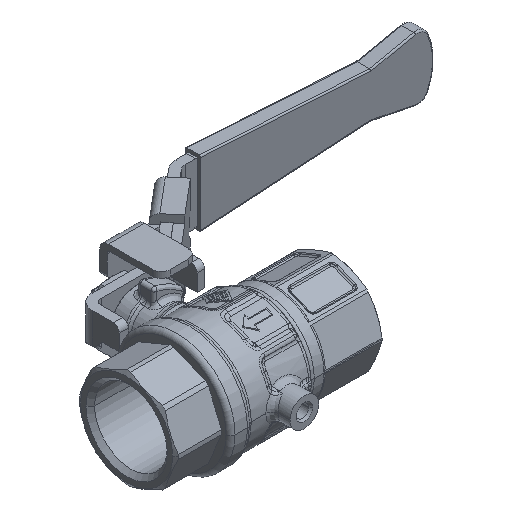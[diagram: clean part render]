
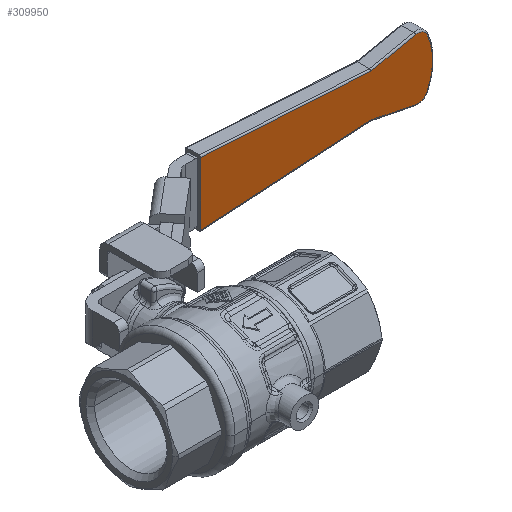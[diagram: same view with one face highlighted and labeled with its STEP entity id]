
A CAD part, isometric view. The second image highlights one B-rep face of the part: STEP entity #309950.
In plain terms, the highlighted planar face has unit normal (0, -1, 0).
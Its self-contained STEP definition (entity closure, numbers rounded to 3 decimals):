
#306980=CARTESIAN_POINT('',(-45.5,55.453,-10.457));
#306990=VERTEX_POINT('',#306980);
#307020=CARTESIAN_POINT('',(-45.5,55.453,10.958));
#307030=DIRECTION('',(0.,0.,-1.));
#307040=VECTOR('',#307030,1.);
#307050=LINE('',#307020,#307040);
#307060=CARTESIAN_POINT('',(-45.5,55.453,10.457));
#307070=VERTEX_POINT('',#307060);
#307080=EDGE_CURVE('',#307070,#306990,#307050,.T.);
#309300=CARTESIAN_POINT('',(-67.74,55.453,
-3.278));
#309310=DIRECTION('',(0.,1.,0.));
#309320=DIRECTION('',(1.,0.,0.));
#309330=AXIS2_PLACEMENT_3D('',#309300,#309310,#309320);
#309340=PLANE('',#309330);
#309350=CARTESIAN_POINT('',(-67.74,55.453,
-0.04));
#309360=DIRECTION('',(-0.98,0.,
-0.199));
#309370=VECTOR('',#309360,1.);
#309380=LINE('',#309350,#309370);
#309390=CARTESIAN_POINT('',(-101.965,55.453,
-7.003));
#309400=VERTEX_POINT('',#309390);
#309410=CARTESIAN_POINT('',(-116.875,55.453,
-10.036));
#309420=VERTEX_POINT('',#309410);
#309430=EDGE_CURVE('',#309400,#309420,#309380,.T.);
#309440=ORIENTED_EDGE('',*,*,#309430,.F.);
#309450=CARTESIAN_POINT('',(-117.572,55.453,
-6.607));
#309460=DIRECTION('',(0.,1.,0.));
#309470=DIRECTION('',(1.,0.,0.));
#309480=AXIS2_PLACEMENT_3D('',#309450,#309460,#309470);
#309490=CIRCLE('',#309480,3.5);
#309500=CARTESIAN_POINT('',(-120.76,55.453,
-8.052));
#309510=VERTEX_POINT('',#309500);
#309520=EDGE_CURVE('',#309420,#309510,#309490,.T.);
#309530=ORIENTED_EDGE('',*,*,#309520,.F.);
#309540=CARTESIAN_POINT('',(-103.,55.453,
0.));
#309550=DIRECTION('',(0.,1.,0.));
#309560=DIRECTION('',(1.,0.,0.));
#309570=AXIS2_PLACEMENT_3D('',#309540,#309550,#309560);
#309580=CIRCLE('',#309570,19.5);
#309590=CARTESIAN_POINT('',(-120.76,55.453,
8.052));
#309600=VERTEX_POINT('',#309590);
#309610=EDGE_CURVE('',#309510,#309600,#309580,.T.);
#309620=ORIENTED_EDGE('',*,*,#309610,.F.);
#309630=CARTESIAN_POINT('',(-117.572,55.453,
6.607));
#309640=DIRECTION('',(0.,1.,0.));
#309650=DIRECTION('',(1.,0.,0.));
#309660=AXIS2_PLACEMENT_3D('',#309630,#309640,#309650);
#309670=CIRCLE('',#309660,3.5);
#309680=CARTESIAN_POINT('',(-116.875,55.453,
10.036));
#309690=VERTEX_POINT('',#309680);
#309700=EDGE_CURVE('',#309600,#309690,#309670,.T.);
#309710=ORIENTED_EDGE('',*,*,#309700,.F.);
#309720=CARTESIAN_POINT('',(-67.74,55.453,
0.04));
#309730=DIRECTION('',(0.98,0.,
-0.199));
#309740=VECTOR('',#309730,1.);
#309750=LINE('',#309720,#309740);
#309760=CARTESIAN_POINT('',(-101.965,55.453,
7.003));
#309770=VERTEX_POINT('',#309760);
#309780=EDGE_CURVE('',#309690,#309770,#309750,.T.);
#309790=ORIENTED_EDGE('',*,*,#309780,.F.);
#309800=CARTESIAN_POINT('',(-67.74,55.453,
9.096));
#309810=DIRECTION('',(0.998,0.,
0.061));
#309820=VECTOR('',#309810,1.);
#309830=LINE('',#309800,#309820);
#309840=EDGE_CURVE('',#309770,#307070,#309830,.T.);
#309850=ORIENTED_EDGE('',*,*,#309840,.F.);
#309860=ORIENTED_EDGE('',*,*,#307080,.F.);
#309870=CARTESIAN_POINT('',(-67.74,55.453,
-9.096));
#309880=DIRECTION('',(-0.998,0.,
0.061));
#309890=VECTOR('',#309880,1.);
#309900=LINE('',#309870,#309890);
#309910=EDGE_CURVE('',#306990,#309400,#309900,.T.);
#309920=ORIENTED_EDGE('',*,*,#309910,.F.);
#309930=EDGE_LOOP('',(#309920,#309860,#309850,#309790,#309710,#309620,
#309530,#309440));
#309940=FACE_OUTER_BOUND('',#309930,.T.);
#309950=ADVANCED_FACE('',(#309940),#309340,.F.);
